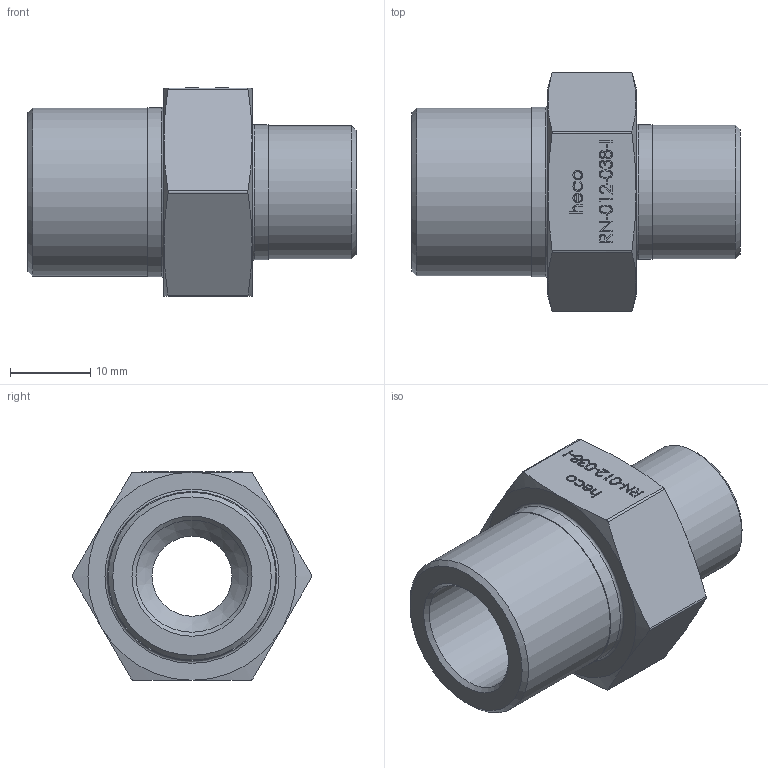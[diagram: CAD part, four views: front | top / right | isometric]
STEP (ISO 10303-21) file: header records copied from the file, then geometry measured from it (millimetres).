
FILE_DESCRIPTION (( 'STEP AP214' ), '1' );
FILE_NAME ('heco_RN-012-038-I.STEP', '2016-07-04T11:24:57', ( '' ), ( '' ), 'SwSTEP 2.0', 'SolidWorks 2011', '' );
FILE_SCHEMA (( 'AUTOMOTIVE_DESIGN' ));
Length unit declared in the file: millimetre
Products named in the file (1): heco_RN-012-038-I
Bounding box: 41 x 29.93 x 26.05 mm (x, y, z)
Volume: 10204.5 mm3; surface area: 5229.4 mm2
Topology: 1 solids, 1 shells, 226 faces, 573 edges, 376 vertices
Faces by surface type: plane 100, bspline 95, cone 17, cylinder 12, torus 2
Full cylindrical faces by diameter (mm): 10 x1, 14 x1, 16.662 x1, 16.862 x1, 20.955 x1, 21.155 x1
Entity records: 13991 total; most frequent: CARTESIAN_POINT 7346, ORIENTED_EDGE 1116, DIRECTION 626, EDGE_CURVE 558, VERTEX_POINT 374, LINE 302, VECTOR 302, EDGE_LOOP 268
